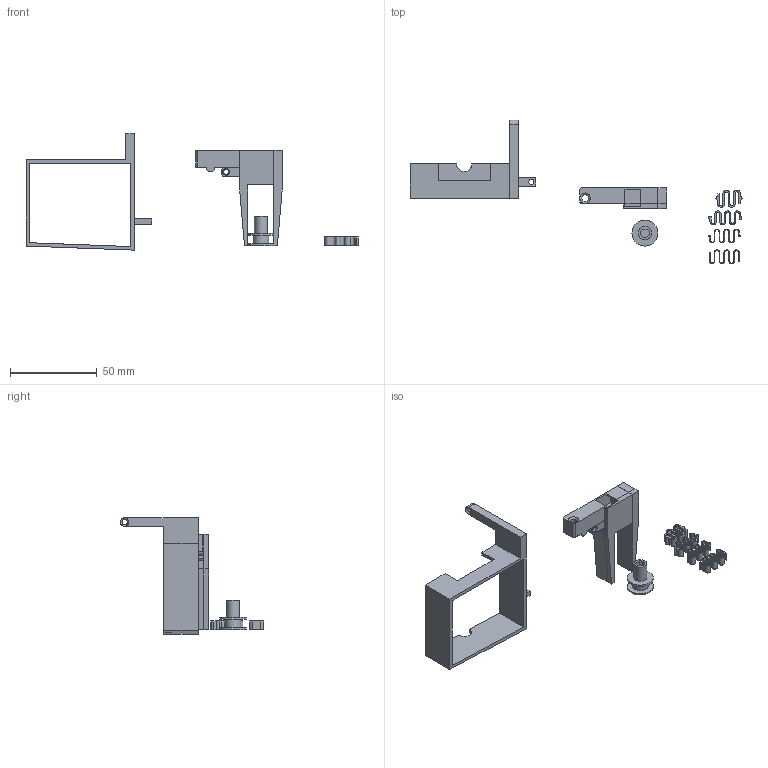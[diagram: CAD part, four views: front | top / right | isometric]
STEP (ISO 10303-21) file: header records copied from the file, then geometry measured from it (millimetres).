
FILE_DESCRIPTION(/* description */ (''),/* implementation_level */ '2;1');
FILE_NAME(/* name */ 'Gripper v6.step',/* time_stamp */ '2021-02-28T13:47:19+01:00',/* author */ (''),/* organization */ (''),/* preprocessor_version */ 'ST-DEVELOPER v18.1',/* originating_system */ 'Autodesk Translation Framework v9.7.1.1290',/* authorisation */ '');
FILE_SCHEMA (('AUTOMOTIVE_DESIGN { 1 0 10303 214 3 1 1 }'));
Length unit declared in the file: millimetre
Products named in the file (6): Gripper; Gripper left; Gripper right; Spring; Roller; Extruder Box
Assembly tree (5 placements, depth 2):
  Gripper
    Gripper left
    Gripper right
    Spring
    Roller
    Extruder Box
Bounding box: 191.5 x 82.7 x 67.08 mm (x, y, z)
Volume: 22033.1 mm3; surface area: 22910.6 mm2
Topology: 11 solids, 11 shells, 237 faces, 640 edges, 423 vertices
Faces by surface type: plane 165, cylinder 66, torus 6
Full cylindrical faces by diameter (mm): 3 x3, 4 x1, 7.5 x1, 9 x1, 15 x1
Entity records: 7614 total; most frequent: CARTESIAN_POINT 1311, DIRECTION 1289, ORIENTED_EDGE 1280, EDGE_CURVE 640, LINE 487, VECTOR 487, VERTEX_POINT 423, AXIS2_PLACEMENT_3D 401
